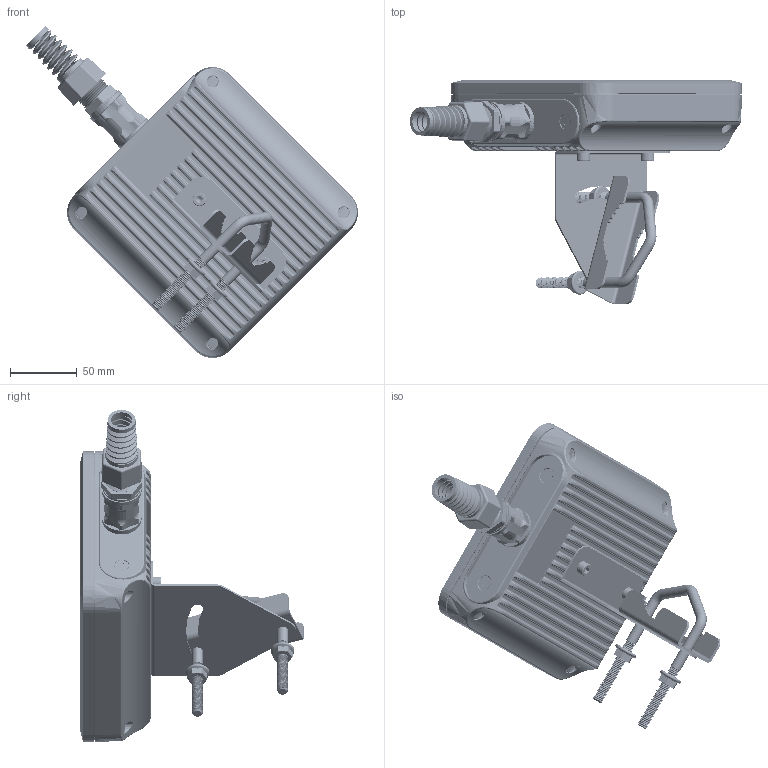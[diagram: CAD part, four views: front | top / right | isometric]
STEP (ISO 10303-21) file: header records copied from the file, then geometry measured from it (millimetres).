
FILE_DESCRIPTION(/* description */ ('Obudowa WiBOX Mini'),/* implementation_level */ '2;1');
FILE_NAME(/* name */ '3D-model-QuMini-v1.0.stp',/* time_stamp */ '2020-01-28T08:44:02+01:00',/* author */ ('Admin'),/* organization */ ('Wireless Instruments'),/* preprocessor_version */ 'ST-DEVELOPER v18',/* originating_system */ 'Autodesk Inventor 2020',/* authorisation */ '');
FILE_SCHEMA (('AUTOMOTIVE_DESIGN { 1 0 10303 214 3 1 1 }'));
Products named in the file (19): WI-BOX-0271; WI-OBD-0095; WI-OBD-0094; WI-OBD-0097; WI-ZLC-0236; WI-ZLC-0235; WI-ZLC-0228; WI-ZLC-0230; WI-ZLC-0231; WI-ZLC-0232; WI-ZLC-0234; WI-EMC-0092; WI-OBD-0256; WI-OBD-0257; DIN 912 - M6 x 8; WI-MET-0268; WI-MET-0275; WI-MET-0277; DIN 6923 - M8
Assembly tree (24 placements, depth 3):
  WI-BOX-0271
    WI-OBD-0095
    WI-OBD-0094
    WI-OBD-0097
    WI-ZLC-0236
      WI-ZLC-0235
      WI-ZLC-0228  x2
      WI-ZLC-0230
      WI-ZLC-0231
      WI-ZLC-0232
      WI-ZLC-0234
    WI-EMC-0092
    WI-OBD-0256
    WI-OBD-0257
    DIN 912 - M6 x 8  x2
    WI-MET-0268  x4
    WI-MET-0275
    WI-MET-0277
    DIN 6923 - M8  x2
Bounding box: 249.2 x 168.63 x 249.18 mm (x, y, z)
Volume: 309249.4 mm3; surface area: 278352.8 mm2
Topology: 47 solids, 47 shells, 2655 faces, 6634 edges, 4153 vertices
Faces by surface type: cylinder 867, plane 815, bspline 451, cone 247, sphere 156, torus 119
Full cylindrical faces by diameter (mm): 0.85 x8, 2.204 x7, 3.242 x2, 3.434 x23, 3.571 x4, 4 x8, 4.917 x4, 5 x2, 5.2 x4, 6 x2, 6.146 x4, 6.5 x2, 6.647 x2, 7.8 x1, 8 x104, 8.4 x6, 8.5 x1, 8.6 x4, 10 x2, 15 x1, 15.9 x2, 16.16 x1, 17 x1, 18.24 x2, 20 x2, 20.4 x3, 22.8 x2, 25.5 x2, 28.3 x2, 30 x2
Entity records: 134273 total; most frequent: CARTESIAN_POINT 76571, ORIENTED_EDGE 12520, DIRECTION 11300, EDGE_CURVE 6260, AXIS2_PLACEMENT_3D 4392, VERTEX_POINT 3888, EDGE_LOOP 2662, FACE_OUTER_BOUND 2527
